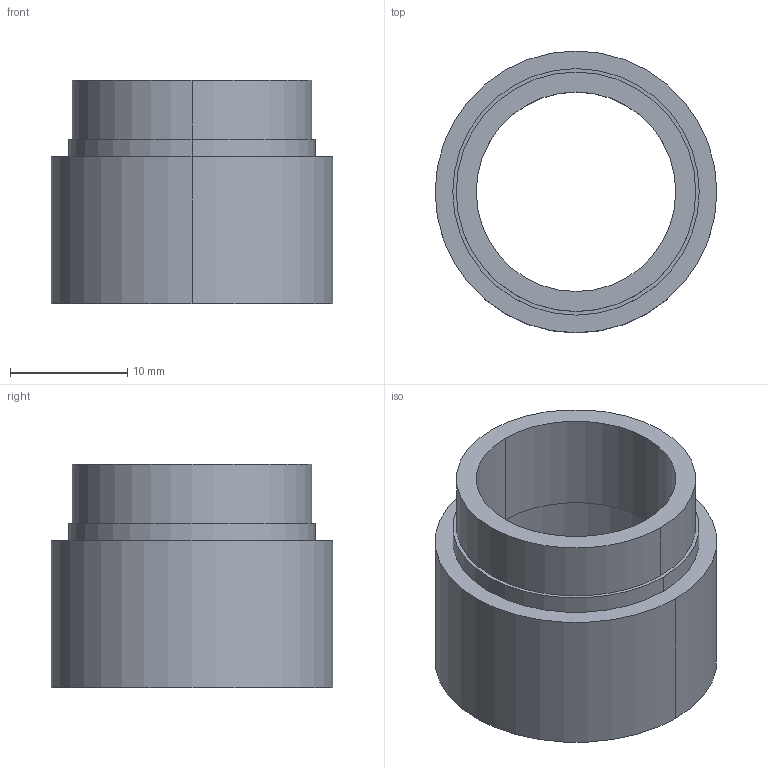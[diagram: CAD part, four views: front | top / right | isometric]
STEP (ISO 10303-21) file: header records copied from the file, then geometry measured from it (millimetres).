
FILE_DESCRIPTION(('SolidDesigner STEP Export'),'2;1');
FILE_NAME('1415219_A_INE_PG13_16_N_NS_S-select.stp','2015-01-14T11:26:54',(''),(''),'Creo Elements/Direct Modeling STEP processor for AP214 (Solid Model)','Creo Elements/Direct Modeling 18.1B 29-Sep-2012 (C) Parametric Technology GmbH','');
FILE_SCHEMA(('AUTOMOTIVE_DESIGN { 1 0 10303 214 1 1 1 1 }'));
Length unit declared in the file: millimetre
Products named in the file (2): 1415219_A_INE_PG13_16_N_NS_S-select
Assembly tree (1 placements, depth 2):
  1415219_A_INE_PG13_16_N_NS_S-select
    1415219_A_INE_PG13_16_N_NS_S-select
Bounding box: 24 x 24 x 19 mm (x, y, z)
Volume: 1704.5 mm3; surface area: 3008.9 mm2
Topology: 1 solids, 1 shells, 15 faces, 30 edges, 20 vertices
Faces by surface type: cylinder 10, plane 5
Entity records: 523 total; most frequent: DIRECTION 64, ORIENTED_EDGE 60, CARTESIAN_POINT 57, EDGE_CURVE 30, AXIS2_PLACEMENT_3D 27, VERTEX_POINT 20, EDGE_LOOP 20, COLOUR_RGB 16
